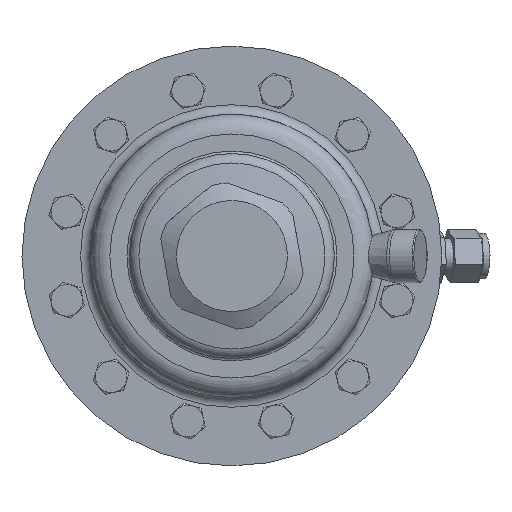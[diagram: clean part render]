
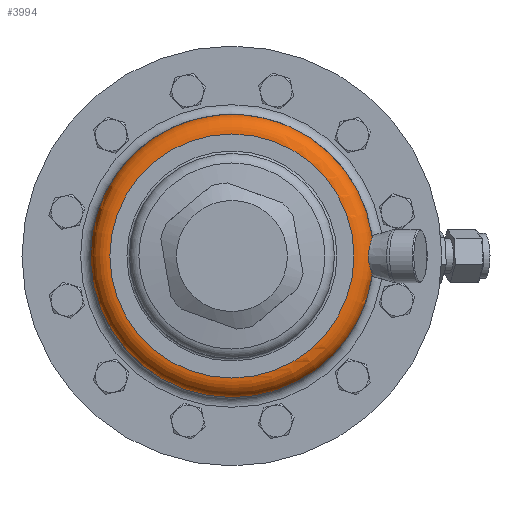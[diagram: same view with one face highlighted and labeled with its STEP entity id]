
A CAD part, front view. The second image highlights one B-rep face of the part: STEP entity #3994.
In plain terms, the highlighted toroidal (fillet/blend) face has major radius 50 mm and minor radius 8 mm.
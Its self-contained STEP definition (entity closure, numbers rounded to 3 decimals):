
#405 = CARTESIAN_POINT ( 'NONE',  ( 0., -381.8, 0. ) ) ;
#1300 = CARTESIAN_POINT ( 'NONE',  ( 56.573, -386.085, -4.619 ) ) ;
#1499 = CARTESIAN_POINT ( 'NONE',  ( 57.064, -384.81, 6.329 ) ) ;
#1867 = CARTESIAN_POINT ( 'NONE',  ( 56.21, -386.746, 3.029 ) ) ;
#3994 = ADVANCED_FACE ( 'NONE', ( #17297, #5673 ), #19119, .T. ) ;
#4282 = CARTESIAN_POINT ( 'NONE',  ( 57.436, -381.8, -8.072 ) ) ;
#4342 = VERTEX_POINT ( 'NONE', #6526 ) ;
#4678 = CARTESIAN_POINT ( 'NONE',  ( 57.436, -381.8, -8.072 ) ) ;
#4749 = ORIENTED_EDGE ( 'NONE', *, *, #21348, .T. ) ;
#4856 = CARTESIAN_POINT ( 'NONE',  ( 56.474, -386.28, 4.233 ) ) ;
#5673 = FACE_OUTER_BOUND ( 'NONE', #33571, .T. ) ;
#6018 = ORIENTED_EDGE ( 'NONE', *, *, #26343, .T. ) ;
#6526 = CARTESIAN_POINT ( 'NONE',  ( 57.436, -381.8, 8.072 ) ) ;
#6945 = CARTESIAN_POINT ( 'NONE',  ( 56.774, -385.636, -5.35 ) ) ;
#7116 = CARTESIAN_POINT ( 'NONE',  ( 56.775, -385.635, 5.352 ) ) ;
#8089 = CIRCLE ( 'NONE', #19453, 58. ) ;
#8313 = DIRECTION ( 'NONE',  ( 0., 0., -1. ) ) ;
#8437 = ORIENTED_EDGE ( 'NONE', *, *, #14422, .F. ) ;
#9937 = CARTESIAN_POINT ( 'NONE',  ( 56.021, -387.037, 1.756 ) ) ;
#10119 = CARTESIAN_POINT ( 'NONE',  ( 57.438, -382.651, 7.795 ) ) ;
#10301 = CARTESIAN_POINT ( 'NONE',  ( 57.307, -383.803, -7.173 ) ) ;
#10493 = CARTESIAN_POINT ( 'NONE',  ( 57.439, -382.641, -7.799 ) ) ;
#12730 = CARTESIAN_POINT ( 'NONE',  ( 56.474, -386.28, -4.234 ) ) ;
#12926 = CARTESIAN_POINT ( 'NONE',  ( 57.193, -384.328, 6.768 ) ) ;
#13097 = CARTESIAN_POINT ( 'NONE',  ( 57.452, -382.23, -7.955 ) ) ;
#13292 = CARTESIAN_POINT ( 'NONE',  ( 57.018, -384.96, 6.174 ) ) ;
#14113 = EDGE_LOOP ( 'NONE', ( #8437 ) ) ;
#14422 = EDGE_CURVE ( 'NONE', #17895, #17895, #29068, .T. ) ;
#15567 = CARTESIAN_POINT ( 'NONE',  ( 57.367, -383.426, -7.41 ) ) ;
#15758 = CARTESIAN_POINT ( 'NONE',  ( 55.922, -387.178, -0.433 ) ) ;
#16311 = CARTESIAN_POINT ( 'NONE',  ( 56.876, -385.384, 5.694 ) ) ;
#17297 = FACE_OUTER_BOUND ( 'NONE', #14113, .T. ) ;
#17895 = VERTEX_POINT ( 'NONE', #26602 ) ;
#18534 = CARTESIAN_POINT ( 'NONE',  ( 56.208, -386.748, -3.021 ) ) ;
#18717 = CARTESIAN_POINT ( 'NONE',  ( 55.923, -387.178, 0.443 ) ) ;
#19092 = CARTESIAN_POINT ( 'NONE',  ( 56.291, -386.613, -3.432 ) ) ;
#19119 = TOROIDAL_SURFACE ( 'NONE', #20892, 50., 8. ) ;
#19453 = AXIS2_PLACEMENT_3D ( 'NONE', #405, #36894, #34983 ) ;
#20892 = AXIS2_PLACEMENT_3D ( 'NONE', #34076, #31787, #23065 ) ;
#21319 = CARTESIAN_POINT ( 'NONE',  ( 56.107, -386.908, 2.399 ) ) ;
#21348 = EDGE_CURVE ( 'NONE', #4342, #25478, #8089, .T. ) ;
#21677 = CARTESIAN_POINT ( 'NONE',  ( 56.877, -385.38, -5.699 ) ) ;
#21883 = CARTESIAN_POINT ( 'NONE',  ( 57.452, -382.231, 7.954 ) ) ;
#22332 = CARTESIAN_POINT ( 'NONE',  ( 0., -389.8, 0. ) ) ;
#23065 = DIRECTION ( 'NONE',  ( 0., 0., -1. ) ) ;
#24308 = CARTESIAN_POINT ( 'NONE',  ( 57.306, -383.809, 7.169 ) ) ;
#24657 = CARTESIAN_POINT ( 'NONE',  ( 57.152, -384.495, 6.625 ) ) ;
#25478 = VERTEX_POINT ( 'NONE', #4282 ) ;
#26343 = EDGE_CURVE ( 'NONE', #25478, #4342, #29088, .T. ) ;
#26602 = CARTESIAN_POINT ( 'NONE',  ( 0., -389.8, -50. ) ) ;
#26892 = CARTESIAN_POINT ( 'NONE',  ( 57.069, -384.806, -6.347 ) ) ;
#27079 = CARTESIAN_POINT ( 'NONE',  ( 56.292, -386.61, 3.438 ) ) ;
#27272 = CARTESIAN_POINT ( 'NONE',  ( 57.158, -384.492, -6.642 ) ) ;
#27451 = CARTESIAN_POINT ( 'NONE',  ( 56.076, -386.955, 2.187 ) ) ;
#29068 = CIRCLE ( 'NONE', #33882, 50. ) ;
#29088 = B_SPLINE_CURVE_WITH_KNOTS ( 'NONE', 3,
 ( #4678, #13097, #10493, #15567, #10301, #27272, #26892, #21677, #6945, #1300, #12730, #19092, #18534, #35504, #33086, #30282, #15758, #18717, #30464, #36079, #9937, #27451, #21319, #1867, #27079, #4856, #32718, #7116, #16311, #13292, #1499, #24657, #12926, #24308, #35696, #10119, #21883, #33282 ),
 .UNSPECIFIED., .F., .F.,
 ( 4, 2, 2, 2, 2, 2, 2, 2, 2, 2, 2, 2, 2, 2, 2, 2, 2, 2, 4 ),
 ( 0., 0.001, 0.003, 0.004, 0.005, 0.007, 0.008, 0.009, 0.011, 0.012, 0.013, 0.013, 0.014, 0.016, 0.017, 0.018, 0.018, 0.02, 0.021 ),
 .UNSPECIFIED. ) ;
#30282 = CARTESIAN_POINT ( 'NONE',  ( 55.941, -387.152, -0.872 ) ) ;
#30464 = CARTESIAN_POINT ( 'NONE',  ( 55.942, -387.151, 0.881 ) ) ;
#31787 = DIRECTION ( 'NONE',  ( 0., -1., 0. ) ) ;
#32718 = CARTESIAN_POINT ( 'NONE',  ( 56.574, -386.083, 4.623 ) ) ;
#33086 = CARTESIAN_POINT ( 'NONE',  ( 56.016, -387.045, -1.75 ) ) ;
#33282 = CARTESIAN_POINT ( 'NONE',  ( 57.436, -381.8, 8.072 ) ) ;
#33571 = EDGE_LOOP ( 'NONE', ( #4749, #6018 ) ) ;
#33882 = AXIS2_PLACEMENT_3D ( 'NONE', #22332, #33910, #8313 ) ;
#33910 = DIRECTION ( 'NONE',  ( 0., -1., 0. ) ) ;
#34076 = CARTESIAN_POINT ( 'NONE',  ( 0., -381.8, 0. ) ) ;
#34983 = DIRECTION ( 'NONE',  ( 0., 0., -1. ) ) ;
#35504 = CARTESIAN_POINT ( 'NONE',  ( 56.071, -386.964, -2.181 ) ) ;
#35696 = CARTESIAN_POINT ( 'NONE',  ( 57.365, -383.44, 7.402 ) ) ;
#36079 = CARTESIAN_POINT ( 'NONE',  ( 55.998, -387.071, 1.537 ) ) ;
#36894 = DIRECTION ( 'NONE',  ( 0., -1., 0. ) ) ;
